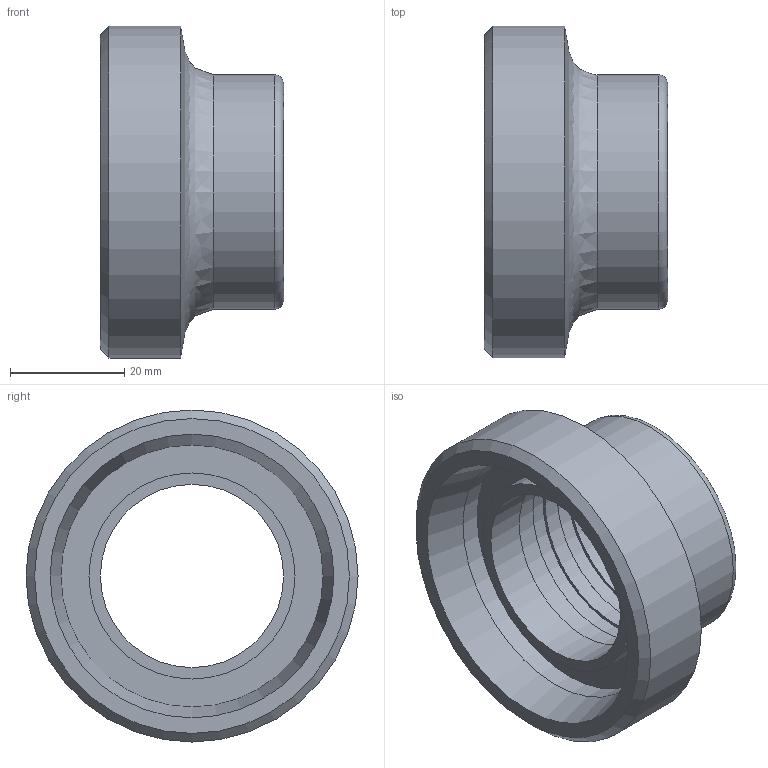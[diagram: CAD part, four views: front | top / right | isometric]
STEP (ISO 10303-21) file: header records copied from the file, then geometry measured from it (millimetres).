
FILE_DESCRIPTION((''),'2;1');
FILE_NAME('10500032X.stp','2010-08-03T16:07:02',('thilbrands'),(''),'Autodesk Inventor 2008','Autodesk Inventor 2008','');
FILE_SCHEMA(('AUTOMOTIVE_DESIGN { 1 0 10303 214 1 1 1 1 }'));
Length unit declared in the file: millimetre
Products named in the file (1): 105000101
Bounding box: 32 x 58 x 58 mm (x, y, z)
Volume: 24706.5 mm3; surface area: 12477.1 mm2
Topology: 1 solids, 1 shells, 24 faces, 41 edges, 24 vertices
Faces by surface type: cylinder 10, plane 7, cone 5, torus 1, bspline 1
Full cylindrical faces by diameter (mm): 32 x1, 34.2 x3, 35.2 x2, 36 x1, 41 x1, 45.8 x1, 58 x1
Entity records: 554 total; most frequent: CARTESIAN_POINT 117, DIRECTION 96, AXIS2_PLACEMENT_3D 48, ORIENTED_EDGE 48, EDGE_LOOP 48, VERTEX_POINT 24, CIRCLE 24, EDGE_CURVE 24
